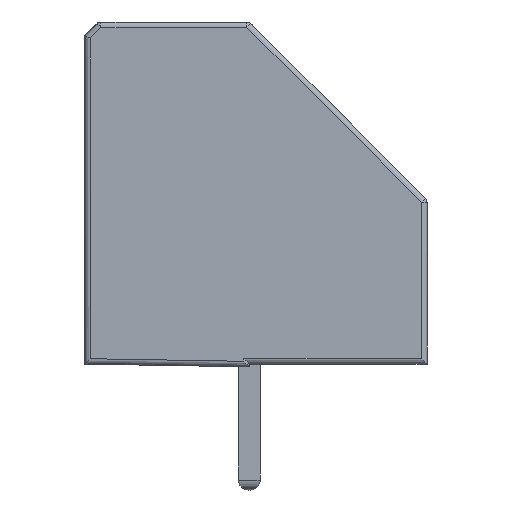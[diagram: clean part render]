
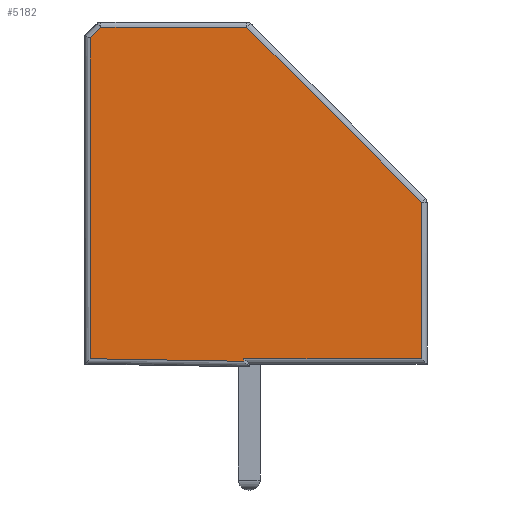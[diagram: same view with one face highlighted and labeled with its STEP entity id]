
A CAD part, left-side view. The second image highlights one B-rep face of the part: STEP entity #5182.
In plain terms, the highlighted planar face has unit normal (-1, 0, 0).
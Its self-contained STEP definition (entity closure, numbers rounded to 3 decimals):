
#13=DIRECTION('',(0.,0.,1.));
#28=VECTOR('',#29,1.);
#29=DIRECTION('',(0.,0.707,0.707));
#724=DIRECTION('',(0.,-1.,0.));
#786=VECTOR('',#787,1.);
#787=DIRECTION('',(0.,1.,0.));
#794=VECTOR('',#795,1.);
#795=DIRECTION('',(0.,0.707,-0.707));
#802=VECTOR('',#803,1.);
#803=DIRECTION('',(0.,0.,-1.));
#810=VECTOR('',#811,1.);
#811=DIRECTION('',(0.,-1.,-0.017));
#818=VECTOR('',#13,1.);
#825=VECTOR('',#724,1.);
#834=DIRECTION('',(-1.,0.,0.));
#835=DIRECTION('',(0.,-1.,0.));
#873=VERTEX_POINT('',#874);
#874=CARTESIAN_POINT('',(-2.5,0.083,12.4));
#884=EDGE_CURVE('',#885,#873,#887,.T.);
#885=VERTEX_POINT('',#886);
#886=CARTESIAN_POINT('',(-2.5,-6.3,6.017));
#887=LINE('',#888,#28);
#888=CARTESIAN_POINT('',(-2.5,-6.359,5.959));
#5182=ADVANCED_FACE('',(#5183),#5226,.T.);
#5183=FACE_BOUND('',#5184,.T.);
#5184=EDGE_LOOP('',(#5185,#5193,#5197,#5198,#5204,#5210,#5216,#5222));
#5185=ORIENTED_EDGE('',*,*,#5186,.T.);
#5186=EDGE_CURVE('',#5187,#5189,#5191,.T.);
#5187=VERTEX_POINT('',#5188);
#5188=CARTESIAN_POINT('',(-2.5,0.2,0.3));
#5189=VERTEX_POINT('',#5190);
#5190=CARTESIAN_POINT('',(-2.5,-6.3,0.3));
#5191=LINE('',#5192,#825);
#5192=CARTESIAN_POINT('',(-2.5,0.,0.3));
#5193=ORIENTED_EDGE('',*,*,#5194,.T.);
#5194=EDGE_CURVE('',#5189,#885,#5195,.T.);
#5195=LINE('',#5196,#818);
#5196=CARTESIAN_POINT('',(-2.5,-6.3,0.1));
#5197=ORIENTED_EDGE('',*,*,#884,.T.);
#5198=ORIENTED_EDGE('',*,*,#5199,.T.);
#5199=EDGE_CURVE('',#873,#5200,#5202,.T.);
#5200=VERTEX_POINT('',#5201);
#5201=CARTESIAN_POINT('',(-2.5,5.417,12.4));
#5202=LINE('',#5203,#786);
#5203=CARTESIAN_POINT('',(-2.5,0.,12.4));
#5204=ORIENTED_EDGE('',*,*,#5205,.T.);
#5205=EDGE_CURVE('',#5200,#5206,#5208,.T.);
#5206=VERTEX_POINT('',#5207);
#5207=CARTESIAN_POINT('',(-2.5,5.8,12.017));
#5208=LINE('',#5209,#794);
#5209=CARTESIAN_POINT('',(-2.5,5.359,12.459));
#5210=ORIENTED_EDGE('',*,*,#5211,.T.);
#5211=EDGE_CURVE('',#5206,#5212,#5214,.T.);
#5212=VERTEX_POINT('',#5213);
#5213=CARTESIAN_POINT('',(-2.5,5.8,0.297));
#5214=LINE('',#5215,#802);
#5215=CARTESIAN_POINT('',(-2.5,5.8,12.1));
#5216=ORIENTED_EDGE('',*,*,#5217,.T.);
#5217=EDGE_CURVE('',#5212,#5218,#5220,.T.);
#5218=VERTEX_POINT('',#5219);
#5219=CARTESIAN_POINT('',(-2.5,0.2,0.203));
#5220=LINE('',#5221,#810);
#5221=CARTESIAN_POINT('',(-2.5,5.997,0.3));
#5222=ORIENTED_EDGE('',*,*,#5223,.T.);
#5223=EDGE_CURVE('',#5218,#5187,#5224,.T.);
#5224=LINE('',#5225,#818);
#5225=CARTESIAN_POINT('',(-2.5,0.2,0.));
#5226=PLANE('',#5227);
#5227=AXIS2_PLACEMENT_3D('',#5228,#834,#835);
#5228=CARTESIAN_POINT('',(-2.5,0.417,5.581));
